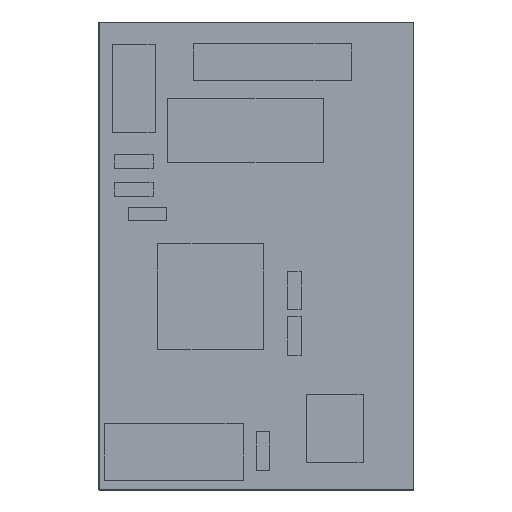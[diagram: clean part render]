
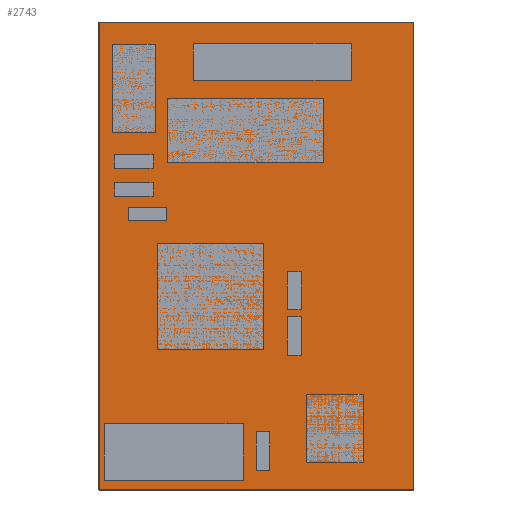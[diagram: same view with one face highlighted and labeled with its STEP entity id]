
A CAD part, top view. The second image highlights one B-rep face of the part: STEP entity #2743.
In plain terms, the highlighted planar face has unit normal (0, 0, 1).
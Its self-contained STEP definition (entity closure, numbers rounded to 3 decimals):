
#338=PLANE('',#3146);
#471=FACE_OUTER_BOUND('',#729,.T.);
#729=EDGE_LOOP('',(#2469,#2470,#2471,#2472));
#927=LINE('',#4646,#1133);
#930=LINE('',#4652,#1136);
#933=LINE('',#4658,#1139);
#936=LINE('',#4662,#1142);
#1133=VECTOR('',#3899,10.);
#1136=VECTOR('',#3904,10.);
#1139=VECTOR('',#3909,10.);
#1142=VECTOR('',#3914,10.);
#1481=VERTEX_POINT('',#4643);
#1482=VERTEX_POINT('',#4645);
#1484=VERTEX_POINT('',#4651);
#1486=VERTEX_POINT('',#4657);
#1807=EDGE_CURVE('',#1482,#1481,#927,.T.);
#1810=EDGE_CURVE('',#1484,#1482,#930,.T.);
#1813=EDGE_CURVE('',#1486,#1484,#933,.T.);
#1816=EDGE_CURVE('',#1481,#1486,#936,.T.);
#2469=ORIENTED_EDGE('',*,*,#1816,.T.);
#2470=ORIENTED_EDGE('',*,*,#1813,.T.);
#2471=ORIENTED_EDGE('',*,*,#1810,.T.);
#2472=ORIENTED_EDGE('',*,*,#1807,.T.);
#2743=ADVANCED_FACE('',(#471),#338,.T.);
#3146=AXIS2_PLACEMENT_3D('',#4663,#3915,#3916);
#3899=DIRECTION('',(-1.,0.,0.));
#3904=DIRECTION('',(0.,1.,0.));
#3909=DIRECTION('',(1.,0.,0.));
#3914=DIRECTION('',(0.,-1.,0.));
#3915=DIRECTION('center_axis',(0.,0.,1.));
#3916=DIRECTION('ref_axis',(1.,0.,0.));
#4643=CARTESIAN_POINT('',(-18.796,17.272,0.1));
#4645=CARTESIAN_POINT('',(4.064,17.272,0.1));
#4646=CARTESIAN_POINT('',(4.064,17.272,0.1));
#4651=CARTESIAN_POINT('',(4.064,-16.764,0.1));
#4652=CARTESIAN_POINT('',(4.064,-16.764,0.1));
#4657=CARTESIAN_POINT('',(-18.796,-16.764,0.1));
#4658=CARTESIAN_POINT('',(-18.796,-16.764,0.1));
#4662=CARTESIAN_POINT('',(-18.796,17.272,0.1));
#4663=CARTESIAN_POINT('Origin',(-7.366,0.254,0.1));
